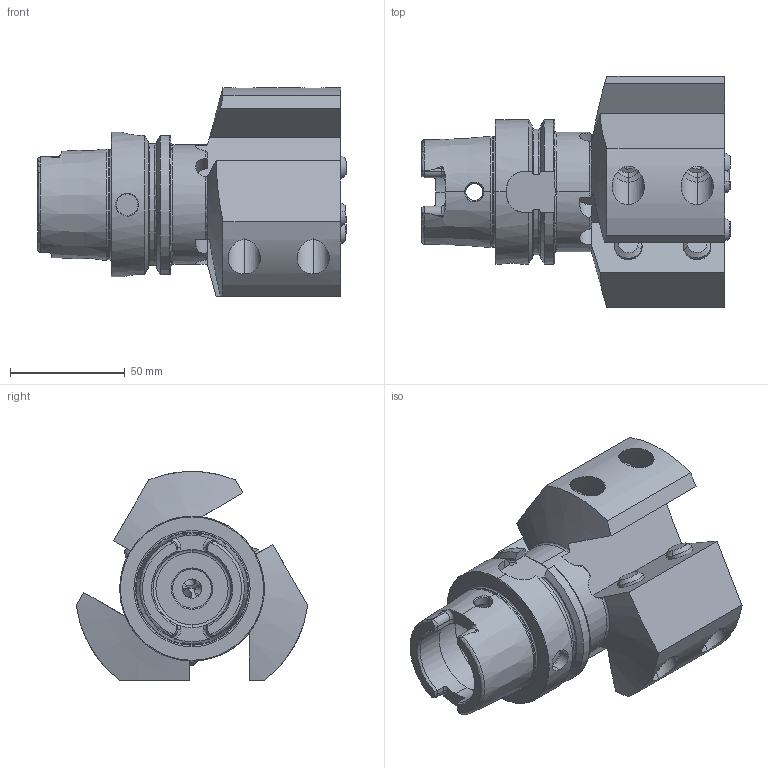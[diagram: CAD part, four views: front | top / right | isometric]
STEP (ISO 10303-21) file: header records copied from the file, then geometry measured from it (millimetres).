
FILE_DESCRIPTION (( 'STEP AP214' ), '1' );
FILE_NAME ('HA6.V25.R31.100.STEP', '2011-10-06T12:39:38', ( 'SwiAdmin' ), ( '' ), 'SwSTEP 2.0', 'SolidWorks 2011', '' );
FILE_SCHEMA (( 'AUTOMOTIVE_DESIGN' ));
Length unit declared in the file: millimetre
Products named in the file (6): KU1-U14.001.012; ISO 4026 - M12 x 25_Default; KU1-U14.001.012_2; KU1-U14.001.012_1; HA6-V25.R31.100_B; HA6.V25.R31.100
Assembly tree (12 placements, depth 3):
  HA6.V25.R31.100
    ISO 4026 - M12 x 25_Default  x6
    HA6-V25.R31.100_B
    KU1-U14.001.012  x3
      KU1-U14.001.012_1
      KU1-U14.001.012_2
Bounding box: 134.27 x 100.92 x 91 mm (x, y, z)
Volume: 362582.5 mm3; surface area: 79184.8 mm2
Topology: 13 solids, 13 shells, 397 faces, 1010 edges, 628 vertices
Faces by surface type: plane 127, cylinder 124, cone 93, torus 34, sphere 12, bspline 7
Entity records: 12182 total; most frequent: CARTESIAN_POINT 3855, ORIENTED_EDGE 1480, DIRECTION 1428, EDGE_CURVE 740, AXIS2_PLACEMENT_3D 574, VERTEX_POINT 462, EDGE_LOOP 316, FACE_OUTER_BOUND 288
